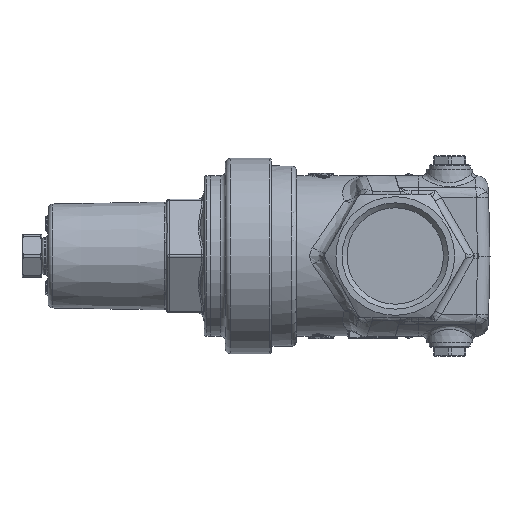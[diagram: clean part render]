
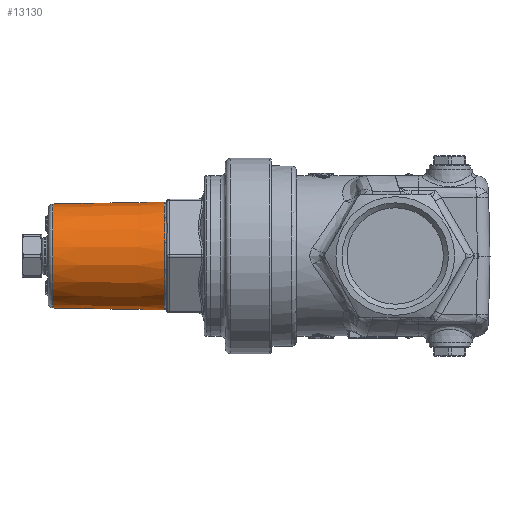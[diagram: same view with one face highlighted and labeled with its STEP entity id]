
A CAD part, left-side view. The second image highlights one B-rep face of the part: STEP entity #13130.
In plain terms, the highlighted conical face has half-angle 1 degrees and reference radius 21.55 mm.
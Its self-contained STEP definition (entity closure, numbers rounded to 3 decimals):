
#1562=B_SPLINE_CURVE_WITH_KNOTS('',3,(#38562,#38563,#38564,#38565,#38566,
#38567),.UNSPECIFIED.,.F.,.F.,(4,1,1,4),(-3.142,-1.346,
0.449,3.142),.UNSPECIFIED.);
#1564=B_SPLINE_CURVE_WITH_KNOTS('',3,(#38613,#38614,#38615,#38616,#38617,
#38618),.UNSPECIFIED.,.F.,.F.,(4,1,1,4),(-3.142,-1.346,
0.449,3.142),.UNSPECIFIED.);
#1566=B_SPLINE_CURVE_WITH_KNOTS('',3,(#38664,#38665,#38666,#38667,#38668,
#38669),.UNSPECIFIED.,.F.,.F.,(4,1,1,4),(-3.142,-1.346,
0.449,3.142),.UNSPECIFIED.);
#1568=B_SPLINE_CURVE_WITH_KNOTS('',3,(#38715,#38716,#38717,#38718,#38719,
#38720),.UNSPECIFIED.,.F.,.F.,(4,1,1,4),(-3.142,-1.346,
0.449,3.142),.UNSPECIFIED.);
#1570=B_SPLINE_CURVE_WITH_KNOTS('',3,(#38766,#38767,#38768,#38769,#38770,
#38771),.UNSPECIFIED.,.F.,.F.,(4,1,1,4),(-3.142,-1.346,
0.449,3.142),.UNSPECIFIED.);
#1572=B_SPLINE_CURVE_WITH_KNOTS('',3,(#38815,#38816,#38817,#38818,#38819),
 .UNSPECIFIED.,.F.,.F.,(4,1,4),(-3.142,-1.346,0.),
 .UNSPECIFIED.);
#1573=B_SPLINE_CURVE_WITH_KNOTS('',3,(#38820,#38821,#38822,#38823,#38824),
 .UNSPECIFIED.,.F.,.F.,(4,1,4),(0.,0.449,
3.142),.UNSPECIFIED.);
#1704=CONICAL_SURFACE('',#14014,21.55,0.017);
#2112=LINE('',#38874,#2541);
#2541=VECTOR('',#16123,21.55);
#3451=FACE_OUTER_BOUND('',#4278,.T.);
#4278=EDGE_LOOP('',(#11864,#11865,#11866,#11867,#11868,#11869,#11870,#11871,
#11872,#11873,#11874,#11875,#11876,#11877,#11878,#11879));
#4672=CIRCLE('',#13974,21.821);
#4676=CIRCLE('',#13979,21.821);
#4680=CIRCLE('',#13984,21.821);
#4684=CIRCLE('',#13989,21.821);
#4688=CIRCLE('',#13994,21.821);
#4692=CIRCLE('',#13999,21.821);
#4699=CIRCLE('',#14015,21.034);
#5933=VERTEX_POINT('',#38521);
#5936=VERTEX_POINT('',#38526);
#5938=VERTEX_POINT('',#38560);
#5940=VERTEX_POINT('',#38577);
#5942=VERTEX_POINT('',#38611);
#5944=VERTEX_POINT('',#38628);
#5946=VERTEX_POINT('',#38662);
#5948=VERTEX_POINT('',#38679);
#5950=VERTEX_POINT('',#38713);
#5952=VERTEX_POINT('',#38730);
#5954=VERTEX_POINT('',#38764);
#5956=VERTEX_POINT('',#38781);
#5957=VERTEX_POINT('',#38814);
#5970=VERTEX_POINT('',#38872);
#7900=EDGE_CURVE('',#5936,#5933,#4672,.T.);
#7902=EDGE_CURVE('',#5938,#5936,#1562,.T.);
#7906=EDGE_CURVE('',#5940,#5938,#4676,.T.);
#7908=EDGE_CURVE('',#5942,#5940,#1564,.T.);
#7912=EDGE_CURVE('',#5944,#5942,#4680,.T.);
#7914=EDGE_CURVE('',#5946,#5944,#1566,.T.);
#7918=EDGE_CURVE('',#5948,#5946,#4684,.T.);
#7920=EDGE_CURVE('',#5950,#5948,#1568,.T.);
#7924=EDGE_CURVE('',#5952,#5950,#4688,.T.);
#7926=EDGE_CURVE('',#5954,#5952,#1570,.T.);
#7930=EDGE_CURVE('',#5956,#5954,#4692,.T.);
#7931=EDGE_CURVE('',#5933,#5957,#1572,.T.);
#7932=EDGE_CURVE('',#5957,#5956,#1573,.T.);
#7954=EDGE_CURVE('',#5970,#5970,#4699,.T.);
#7955=EDGE_CURVE('',#5970,#5957,#2112,.T.);
#11864=ORIENTED_EDGE('',*,*,#7954,.F.);
#11865=ORIENTED_EDGE('',*,*,#7955,.T.);
#11866=ORIENTED_EDGE('',*,*,#7931,.F.);
#11867=ORIENTED_EDGE('',*,*,#7900,.F.);
#11868=ORIENTED_EDGE('',*,*,#7902,.F.);
#11869=ORIENTED_EDGE('',*,*,#7906,.F.);
#11870=ORIENTED_EDGE('',*,*,#7908,.F.);
#11871=ORIENTED_EDGE('',*,*,#7912,.F.);
#11872=ORIENTED_EDGE('',*,*,#7914,.F.);
#11873=ORIENTED_EDGE('',*,*,#7918,.F.);
#11874=ORIENTED_EDGE('',*,*,#7920,.F.);
#11875=ORIENTED_EDGE('',*,*,#7924,.F.);
#11876=ORIENTED_EDGE('',*,*,#7926,.F.);
#11877=ORIENTED_EDGE('',*,*,#7930,.F.);
#11878=ORIENTED_EDGE('',*,*,#7932,.F.);
#11879=ORIENTED_EDGE('',*,*,#7955,.F.);
#13130=ADVANCED_FACE('',(#3451),#1704,.T.);
#13974=AXIS2_PLACEMENT_3D('',#38528,#16025,#16026);
#13979=AXIS2_PLACEMENT_3D('',#38579,#16035,#16036);
#13984=AXIS2_PLACEMENT_3D('',#38630,#16045,#16046);
#13989=AXIS2_PLACEMENT_3D('',#38681,#16055,#16056);
#13994=AXIS2_PLACEMENT_3D('',#38732,#16065,#16066);
#13999=AXIS2_PLACEMENT_3D('',#38783,#16075,#16076);
#14014=AXIS2_PLACEMENT_3D('',#38871,#16119,#16120);
#14015=AXIS2_PLACEMENT_3D('',#38873,#16121,#16122);
#16025=DIRECTION('center_axis',(0.,-1.,0.));
#16026=DIRECTION('ref_axis',(0.,0.,
1.));
#16035=DIRECTION('center_axis',(0.,-1.,0.));
#16036=DIRECTION('ref_axis',(0.,0.,
1.));
#16045=DIRECTION('center_axis',(0.,-1.,0.));
#16046=DIRECTION('ref_axis',(0.,0.,
1.));
#16055=DIRECTION('center_axis',(0.,-1.,0.));
#16056=DIRECTION('ref_axis',(0.,0.,
1.));
#16065=DIRECTION('center_axis',(0.,-1.,0.));
#16066=DIRECTION('ref_axis',(0.,0.,
1.));
#16075=DIRECTION('center_axis',(0.,-1.,0.));
#16076=DIRECTION('ref_axis',(0.,0.,
1.));
#16119=DIRECTION('center_axis',(0.,-1.,0.));
#16120=DIRECTION('ref_axis',(0.,0.,
1.));
#16121=DIRECTION('center_axis',(0.,1.,0.));
#16122=DIRECTION('ref_axis',(0.,0.,
-1.));
#16123=DIRECTION('',(0.,-1.,-0.017));
#38521=CARTESIAN_POINT('',(-5.799,93.383,-21.036));
#38526=CARTESIAN_POINT('',(-15.318,93.383,-15.54));
#38528=CARTESIAN_POINT('Origin',(0.,93.383,
0.));
#38560=CARTESIAN_POINT('',(-21.117,93.383,-5.496));
#38562=CARTESIAN_POINT('Ctrl Pts',(-21.117,93.383,-5.496));
#38563=CARTESIAN_POINT('Ctrl Pts',(-20.835,93.383,-6.579));
#38564=CARTESIAN_POINT('Ctrl Pts',(-20.109,93.247,-8.698));
#38565=CARTESIAN_POINT('Ctrl Pts',(-18.278,93.149,-12.174));
#38566=CARTESIAN_POINT('Ctrl Pts',(-16.513,93.383,-14.362));
#38567=CARTESIAN_POINT('Ctrl Pts',(-15.318,93.383,-15.54));
#38577=CARTESIAN_POINT('',(-21.117,93.383,5.496));
#38579=CARTESIAN_POINT('Origin',(0.,93.383,
0.));
#38611=CARTESIAN_POINT('',(-15.318,93.383,15.54));
#38613=CARTESIAN_POINT('Ctrl Pts',(-15.318,93.383,15.54));
#38614=CARTESIAN_POINT('Ctrl Pts',(-16.115,93.383,14.755));
#38615=CARTESIAN_POINT('Ctrl Pts',(-17.587,93.247,13.066));
#38616=CARTESIAN_POINT('Ctrl Pts',(-19.682,93.149,9.743));
#38617=CARTESIAN_POINT('Ctrl Pts',(-20.695,93.383,7.12));
#38618=CARTESIAN_POINT('Ctrl Pts',(-21.117,93.383,5.496));
#38628=CARTESIAN_POINT('',(-5.799,93.383,21.036));
#38630=CARTESIAN_POINT('Origin',(0.,93.383,
0.));
#38662=CARTESIAN_POINT('',(5.799,93.383,21.036));
#38664=CARTESIAN_POINT('Ctrl Pts',(5.799,93.383,21.036));
#38665=CARTESIAN_POINT('Ctrl Pts',(4.72,93.383,21.333));
#38666=CARTESIAN_POINT('Ctrl Pts',(2.522,93.247,21.764));
#38667=CARTESIAN_POINT('Ctrl Pts',(-1.404,93.149,21.916));
#38668=CARTESIAN_POINT('Ctrl Pts',(-4.181,93.383,21.482));
#38669=CARTESIAN_POINT('Ctrl Pts',(-5.799,93.383,21.036));
#38679=CARTESIAN_POINT('',(15.318,93.383,15.54));
#38681=CARTESIAN_POINT('Origin',(0.,93.383,
0.));
#38713=CARTESIAN_POINT('',(21.117,93.383,5.496));
#38715=CARTESIAN_POINT('Ctrl Pts',(21.117,93.383,5.496));
#38716=CARTESIAN_POINT('Ctrl Pts',(20.835,93.383,6.579));
#38717=CARTESIAN_POINT('Ctrl Pts',(20.109,93.247,8.698));
#38718=CARTESIAN_POINT('Ctrl Pts',(18.278,93.149,12.174));
#38719=CARTESIAN_POINT('Ctrl Pts',(16.513,93.383,14.362));
#38720=CARTESIAN_POINT('Ctrl Pts',(15.318,93.383,15.54));
#38730=CARTESIAN_POINT('',(21.117,93.383,-5.496));
#38732=CARTESIAN_POINT('Origin',(0.,93.383,
0.));
#38764=CARTESIAN_POINT('',(15.318,93.383,-15.54));
#38766=CARTESIAN_POINT('Ctrl Pts',(15.318,93.383,-15.54));
#38767=CARTESIAN_POINT('Ctrl Pts',(16.115,93.383,-14.755));
#38768=CARTESIAN_POINT('Ctrl Pts',(17.587,93.247,-13.066));
#38769=CARTESIAN_POINT('Ctrl Pts',(19.682,93.149,-9.743));
#38770=CARTESIAN_POINT('Ctrl Pts',(20.695,93.383,-7.12));
#38771=CARTESIAN_POINT('Ctrl Pts',(21.117,93.383,-5.496));
#38781=CARTESIAN_POINT('',(5.799,93.383,-21.036));
#38783=CARTESIAN_POINT('Origin',(0.,93.383,
0.));
#38814=CARTESIAN_POINT('',(0.,93.205,-21.824));
#38815=CARTESIAN_POINT('Ctrl Pts',(-5.799,93.383,-21.036));
#38816=CARTESIAN_POINT('Ctrl Pts',(-4.72,93.383,-21.333));
#38817=CARTESIAN_POINT('Ctrl Pts',(-2.796,93.264,-21.71));
#38818=CARTESIAN_POINT('Ctrl Pts',(-0.839,93.206,
-21.824));
#38819=CARTESIAN_POINT('Ctrl Pts',(0.,93.205,
-21.824));
#38820=CARTESIAN_POINT('Ctrl Pts',(0.,93.205,
-21.824));
#38821=CARTESIAN_POINT('Ctrl Pts',(0.28,93.204,-21.824));
#38822=CARTESIAN_POINT('Ctrl Pts',(2.237,93.219,-21.786));
#38823=CARTESIAN_POINT('Ctrl Pts',(4.181,93.383,-21.482));
#38824=CARTESIAN_POINT('Ctrl Pts',(5.799,93.383,-21.036));
#38871=CARTESIAN_POINT('Origin',(0.,108.9,0.));
#38872=CARTESIAN_POINT('',(0.,138.469,-21.034));
#38873=CARTESIAN_POINT('Origin',(0.,138.469,
0.));
#38874=CARTESIAN_POINT('',(0.,108.9,-21.55));
